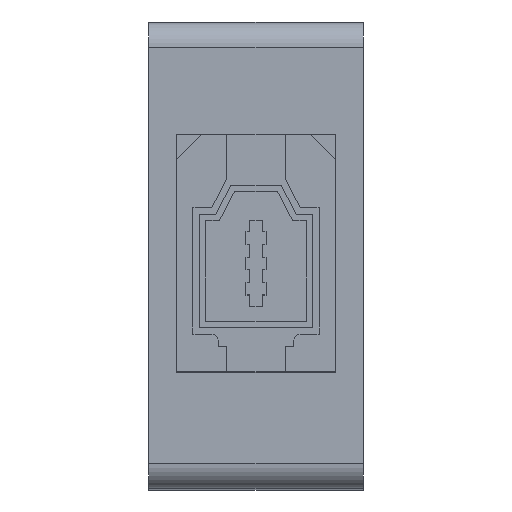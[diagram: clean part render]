
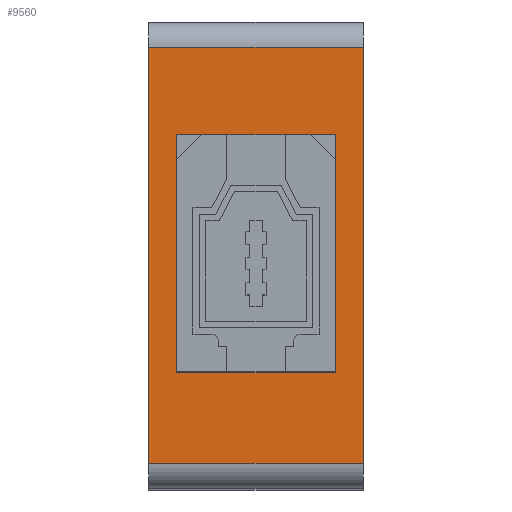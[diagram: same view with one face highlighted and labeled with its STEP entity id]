
A CAD part, top view. The second image highlights one B-rep face of the part: STEP entity #9560.
In plain terms, the highlighted planar face has unit normal (0, 0, 1).
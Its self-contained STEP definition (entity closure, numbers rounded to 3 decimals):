
#360=LINE('',#13013,#1154);
#362=LINE('',#13019,#1156);
#363=LINE('',#13021,#1157);
#364=LINE('',#13023,#1158);
#1154=VECTOR('',#10934,1000.);
#1156=VECTOR('',#10940,1000.);
#1157=VECTOR('',#10941,1000.);
#1158=VECTOR('',#10942,1000.);
#1773=PLANE('',#9952);
#2514=ORIENTED_EDGE('',*,*,#4051,.T.);
#2515=ORIENTED_EDGE('',*,*,#4333,.T.);
#2516=ORIENTED_EDGE('',*,*,#4334,.F.);
#2517=ORIENTED_EDGE('',*,*,#4335,.F.);
#2518=ORIENTED_EDGE('',*,*,#4330,.T.);
#4051=EDGE_CURVE('',#5099,#5099,#5805,.T.);
#4330=EDGE_CURVE('',#5287,#5286,#360,.T.);
#4333=EDGE_CURVE('',#5286,#5289,#362,.T.);
#4334=EDGE_CURVE('',#5290,#5289,#363,.T.);
#4335=EDGE_CURVE('',#5287,#5290,#364,.T.);
#5099=VERTEX_POINT('',#12449);
#5286=VERTEX_POINT('',#13012);
#5287=VERTEX_POINT('',#13014);
#5289=VERTEX_POINT('',#13020);
#5290=VERTEX_POINT('',#13022);
#5805=CIRCLE('',#9842,3.5);
#6107=EDGE_LOOP('',(#2514));
#6108=EDGE_LOOP('',(#2515,#2516,#2517,#2518));
#6499=FACE_BOUND('',#6107,.T.);
#6500=FACE_BOUND('',#6108,.T.);
#9560=ADVANCED_FACE('',(#6499,#6500),#1773,.F.);
#9842=AXIS2_PLACEMENT_3D('',#12448,#10448,#10449);
#9952=AXIS2_PLACEMENT_3D('',#13018,#10938,#10939);
#10448=DIRECTION('',(0.,0.,-1.));
#10449=DIRECTION('',(-1.,0.,0.));
#10934=DIRECTION('',(-1.,0.,0.));
#10938=DIRECTION('',(0.,0.,-1.));
#10939=DIRECTION('',(-1.,0.,0.));
#10940=DIRECTION('',(0.,-1.,0.));
#10941=DIRECTION('',(-1.,0.,0.));
#10942=DIRECTION('',(0.,-1.,0.));
#12448=CARTESIAN_POINT('',(0.,0.,100.));
#12449=CARTESIAN_POINT('',(-3.5,0.,100.));
#13012=CARTESIAN_POINT('',(-8.5,16.5,100.));
#13013=CARTESIAN_POINT('',(8.5,16.5,100.));
#13014=CARTESIAN_POINT('',(8.5,16.5,100.));
#13018=CARTESIAN_POINT('',(8.5,16.5,100.));
#13019=CARTESIAN_POINT('',(-8.5,16.5,100.));
#13020=CARTESIAN_POINT('',(-8.5,-16.5,100.));
#13021=CARTESIAN_POINT('',(8.5,-16.5,100.));
#13022=CARTESIAN_POINT('',(8.5,-16.5,100.));
#13023=CARTESIAN_POINT('',(8.5,16.5,100.));
